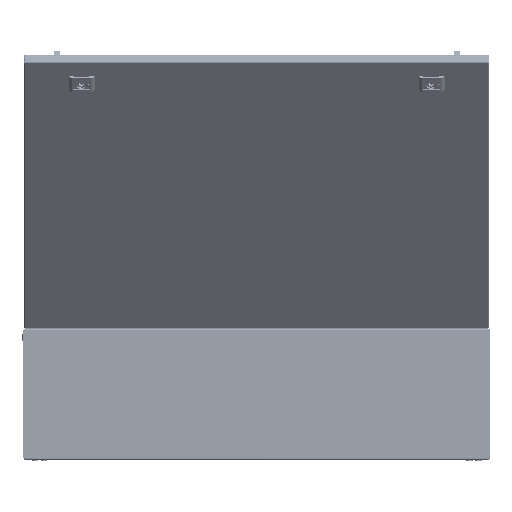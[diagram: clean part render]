
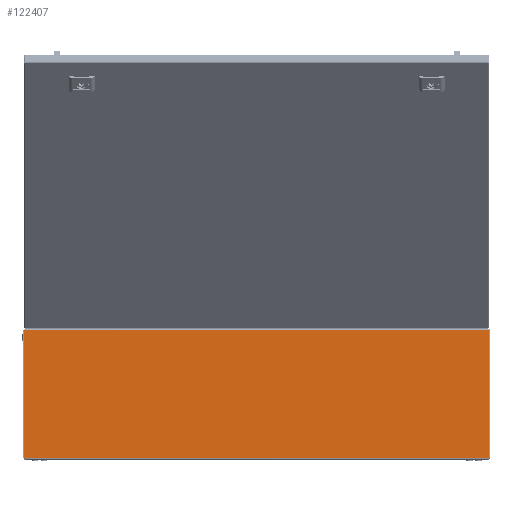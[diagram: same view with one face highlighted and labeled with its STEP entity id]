
A CAD part, front view. The second image highlights one B-rep face of the part: STEP entity #122407.
In plain terms, the highlighted planar face has unit normal (0, -1, 0).
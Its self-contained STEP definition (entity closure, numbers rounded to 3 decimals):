
#7128 = AXIS2_PLACEMENT_3D ( 'NONE', #103875, #103884, #103885 ) ;
#26820 = ORIENTED_EDGE ( 'NONE', *, *, #140869, .T. ) ;
#26822 = ORIENTED_EDGE ( 'NONE', *, *, #140870, .F. ) ;
#26824 = ORIENTED_EDGE ( 'NONE', *, *, #140867, .F. ) ;
#26826 = ORIENTED_EDGE ( 'NONE', *, *, #140871, .T. ) ;
#69022 = CARTESIAN_POINT ( 'NONE',  ( -398.4, -300., 220.5 ) ) ;
#69025 = CARTESIAN_POINT ( 'NONE',  ( -398.4, -300., 1.5 ) ) ;
#69037 = CARTESIAN_POINT ( 'NONE',  ( 398.4, -300., 220.5 ) ) ;
#69043 = CARTESIAN_POINT ( 'NONE',  ( 398.4, -300., 1.5 ) ) ;
#89674 = EDGE_LOOP ( 'NONE', ( #26820, #26822, #26824, #26826 ) ) ;
#94677 = VECTOR ( 'NONE', #114817, 1000. ) ;
#94680 = VECTOR ( 'NONE', #114826, 1000. ) ;
#94686 = VECTOR ( 'NONE', #114824, 1000. ) ;
#94694 = VECTOR ( 'NONE', #114829, 1000. ) ;
#103875 = CARTESIAN_POINT ( 'NONE',  ( -398.5, -300., 222. ) ) ;
#103879 = FACE_OUTER_BOUND ( 'NONE', #89674, .T. ) ;
#103880 = PLANE ( 'NONE',  #7128 ) ;
#103884 = DIRECTION ( 'NONE',  ( 0., 1., 0. ) ) ;
#103885 = DIRECTION ( 'NONE',  ( 0., 0., 1. ) ) ;
#110822 = VERTEX_POINT ( 'NONE', #69022 ) ;
#110824 = VERTEX_POINT ( 'NONE', #69025 ) ;
#110832 = VERTEX_POINT ( 'NONE', #69037 ) ;
#110836 = VERTEX_POINT ( 'NONE', #69043 ) ;
#114805 = LINE ( 'NONE', #114825, #94680 ) ;
#114815 = LINE ( 'NONE', #114816, #94677 ) ;
#114816 = CARTESIAN_POINT ( 'NONE',  ( -398.5, -300., 1.5 ) ) ;
#114817 = DIRECTION ( 'NONE',  ( -1., 0., 0. ) ) ;
#114821 = LINE ( 'NONE', #114823, #94686 ) ;
#114823 = CARTESIAN_POINT ( 'NONE',  ( 397.793, -300., 220.5 ) ) ;
#114824 = DIRECTION ( 'NONE',  ( -1., 0., 0. ) ) ;
#114825 = CARTESIAN_POINT ( 'NONE',  ( -398.4, -300., 1.5 ) ) ;
#114826 = DIRECTION ( 'NONE',  ( 0., 0., 1. ) ) ;
#114827 = LINE ( 'NONE', #114828, #94694 ) ;
#114828 = CARTESIAN_POINT ( 'NONE',  ( 398.4, -300., 1.5 ) ) ;
#114829 = DIRECTION ( 'NONE',  ( 0., 0., 1. ) ) ;
#122407 = ADVANCED_FACE ( 'NONE', ( #103879 ), #103880, .F. ) ;
#140867 = EDGE_CURVE ( 'NONE', #110836, #110824, #114815, .T. ) ;
#140869 = EDGE_CURVE ( 'NONE', #110832, #110822, #114821, .T. ) ;
#140870 = EDGE_CURVE ( 'NONE', #110824, #110822, #114805, .T. ) ;
#140871 = EDGE_CURVE ( 'NONE', #110836, #110832, #114827, .T. ) ;
